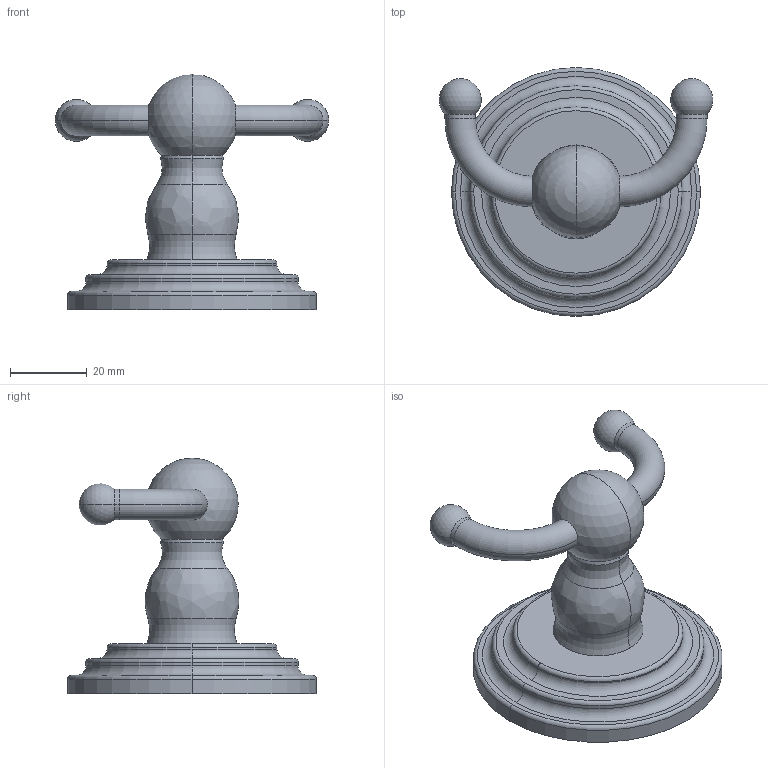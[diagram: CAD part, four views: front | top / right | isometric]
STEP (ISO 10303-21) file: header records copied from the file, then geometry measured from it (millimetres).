
FILE_DESCRIPTION((''),'2;1');
FILE_NAME('1111','2021-09-03T10:34:20',('rsmith'),(''),'CREO PARAMETRIC BY PTC INC, 2018400','CREO PARAMETRIC BY PTC INC, 2018400','');
FILE_SCHEMA(('AUTOMOTIVE_DESIGN { 1 0 10303 214 1 1 1 1 }'));
Length unit declared in the file: inch
Products named in the file (1): 1111
Bounding box: 71.44 x 65.02 x 61.52 mm (x, y, z)
Volume: 53914.3 mm3; surface area: 13517.5 mm2
Topology: 1 solids, 1 shells, 42 faces, 88 edges, 47 vertices
Faces by surface type: torus 18, cylinder 10, sphere 6, plane 4, bspline 2, cone 2
Entity records: 2022 total; most frequent: CARTESIAN_POINT 311, DIRECTION 224, ORIENTED_EDGE 164, COLOUR_RGB 148, PRESENTATION_STYLE_ASSIGNMENT 125, AXIS2_PLACEMENT_3D 106, STYLED_ITEM 83, CURVE_STYLE 82
